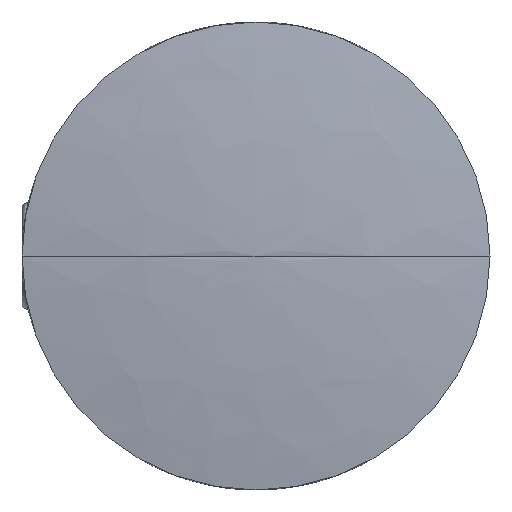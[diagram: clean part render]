
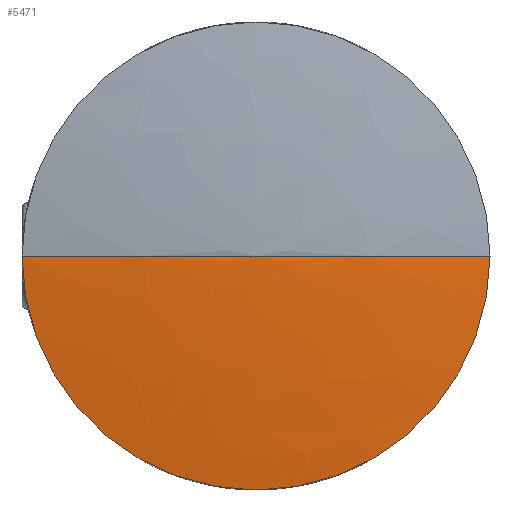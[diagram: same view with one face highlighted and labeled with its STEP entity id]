
A CAD part, left-side view. The second image highlights one B-rep face of the part: STEP entity #5471.
In plain terms, the highlighted free-form (B-spline) face has degree [2, 3] with [3, 4] control points.
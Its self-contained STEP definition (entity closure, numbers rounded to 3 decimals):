
#15 = EDGE_CURVE ( 'NONE', #4754, #5378, #3855, .T. ) ;
#40 = AXIS2_PLACEMENT_3D ( 'NONE', #5373, #4134, #5478 ) ;
#96 = CARTESIAN_POINT ( 'NONE',  ( -70.753, 0., 0. ) ) ;
#115 = ORIENTED_EDGE ( 'NONE', *, *, #1189, .F. ) ;
#1189 = EDGE_CURVE ( 'NONE', #1531, #1985, #4296, .T. ) ;
#1231 = CARTESIAN_POINT ( 'NONE',  ( -70.773, 5.274, 0. ) ) ;
#1238 = CARTESIAN_POINT ( 'NONE',  ( -70.753, 0., 0. ) ) ;
#1274 = CARTESIAN_POINT ( 'NONE',  ( -69.926, 11., -22. ) ) ;
#1460 = AXIS2_PLACEMENT_3D ( 'NONE', #3569, #5231, #3972 ) ;
#1470 = CARTESIAN_POINT ( 'NONE',  ( -70.753, 0., 0. ) ) ;
#1531 = VERTEX_POINT ( 'NONE', #3548 ) ;
#1652 = CARTESIAN_POINT ( 'NONE',  ( -70.773, 5.274, -10.547 ) ) ;
#1676 = CARTESIAN_POINT ( 'NONE',  ( -69.926, -11., 0. ) ) ;
#1709 = CARTESIAN_POINT ( 'NONE',  ( -69.926, -11., 0. ) ) ;
#1949 = B_SPLINE_CURVE_WITH_KNOTS ( 'NONE', 2,
 ( #1676, #3845, #1238 ),
 .UNSPECIFIED., .F., .F.,
 ( 3, 3 ),
 ( 0., 1. ),
 .UNSPECIFIED. ) ;
#1985 = VERTEX_POINT ( 'NONE', #1470 ) ;
#2074 = EDGE_LOOP ( 'NONE', ( #3803, #4466, #115, #5327 ) ) ;
#2141 = CARTESIAN_POINT ( 'NONE',  ( -70.753, 0., 0. ) ) ;
#2570 = FACE_OUTER_BOUND ( 'NONE', #2074, .T. ) ;
#2598 = CARTESIAN_POINT ( 'NONE',  ( -70.773, 5.274, 0. ) ) ;
#2961 = CARTESIAN_POINT ( 'NONE',  ( -70.753, 0., 0. ) ) ;
#3017 = CARTESIAN_POINT ( 'NONE',  ( -69.926, -11., 0. ) ) ;
#3332 = CARTESIAN_POINT ( 'NONE',  ( -69.926, 11., 0. ) ) ;
#3347 = CARTESIAN_POINT ( 'NONE',  ( -70.773, -5.274, -10.547 ) ) ;
#3457 = CARTESIAN_POINT ( 'NONE',  ( -70.753, 0., 0. ) ) ;
#3548 = CARTESIAN_POINT ( 'NONE',  ( -69.926, 11., 0. ) ) ;
#3569 = CARTESIAN_POINT ( 'NONE',  ( -69.926, 0., 0. ) ) ;
#3572 =( BOUNDED_SURFACE ( )  B_SPLINE_SURFACE ( 2, 3, ( 
 ( #4624, #1274, #3758, #3017 ),
 ( #2598, #1652, #3347, #4300 ),
 ( #2961, #3880, #96, #3457 ) ),
 .UNSPECIFIED., .F., .F., .T. ) 
 B_SPLINE_SURFACE_WITH_KNOTS ( ( 3, 3 ),
 ( 4, 4 ),
 ( 0., 1. ),
 ( 0., 1. ),
 .UNSPECIFIED. ) 
 GEOMETRIC_REPRESENTATION_ITEM ( )  RATIONAL_B_SPLINE_SURFACE ( (
 ( 1., 0.333, 0.333, 1.),
 ( 1., 0.333, 0.333, 1.),
 ( 1., 0.333, 0.333, 1.) ) ) 
 REPRESENTATION_ITEM ( '' )  SURFACE ( )  );
#3648 = CIRCLE ( 'NONE', #40, 11. ) ;
#3758 = CARTESIAN_POINT ( 'NONE',  ( -69.926, -11., -22. ) ) ;
#3803 = ORIENTED_EDGE ( 'NONE', *, *, #15, .T. ) ;
#3845 = CARTESIAN_POINT ( 'NONE',  ( -70.773, -5.274, 0. ) ) ;
#3855 = CIRCLE ( 'NONE', #1460, 11. ) ;
#3880 = CARTESIAN_POINT ( 'NONE',  ( -70.753, 0., 0. ) ) ;
#3972 = DIRECTION ( 'NONE',  ( 0., 0., 1. ) ) ;
#4134 = DIRECTION ( 'NONE',  ( -1., 0., 0. ) ) ;
#4270 = EDGE_CURVE ( 'NONE', #5378, #1985, #1949, .T. ) ;
#4296 = B_SPLINE_CURVE_WITH_KNOTS ( 'NONE', 2,
 ( #3332, #1231, #2141 ),
 .UNSPECIFIED., .F., .F.,
 ( 3, 3 ),
 ( 0., 1. ),
 .UNSPECIFIED. ) ;
#4300 = CARTESIAN_POINT ( 'NONE',  ( -70.773, -5.274, 0. ) ) ;
#4466 = ORIENTED_EDGE ( 'NONE', *, *, #4270, .T. ) ;
#4624 = CARTESIAN_POINT ( 'NONE',  ( -69.926, 11., 0. ) ) ;
#4686 = EDGE_CURVE ( 'NONE', #1531, #4754, #3648, .T. ) ;
#4690 = CARTESIAN_POINT ( 'NONE',  ( -69.926, 0., -11. ) ) ;
#4754 = VERTEX_POINT ( 'NONE', #4690 ) ;
#5231 = DIRECTION ( 'NONE',  ( -1., 0., 0. ) ) ;
#5327 = ORIENTED_EDGE ( 'NONE', *, *, #4686, .T. ) ;
#5373 = CARTESIAN_POINT ( 'NONE',  ( -69.926, 0., 0. ) ) ;
#5378 = VERTEX_POINT ( 'NONE', #1709 ) ;
#5471 = ADVANCED_FACE ( 'NONE', ( #2570 ), #3572, .F. ) ;
#5478 = DIRECTION ( 'NONE',  ( 0., 0., 1. ) ) ;
